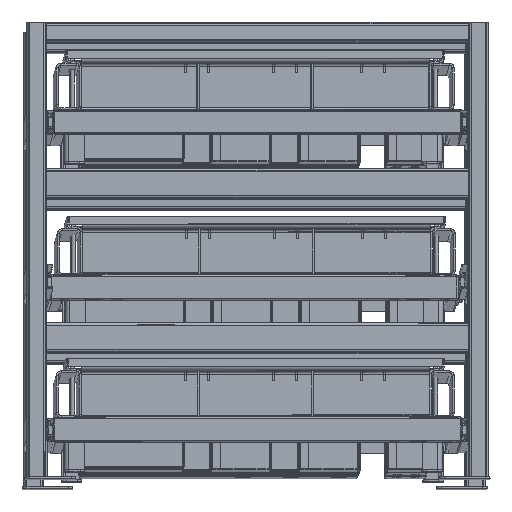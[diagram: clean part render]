
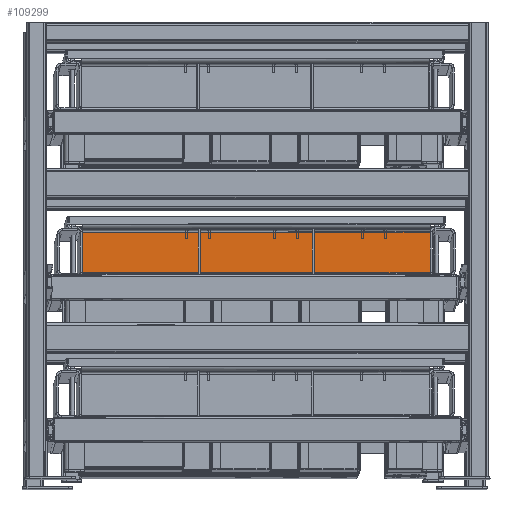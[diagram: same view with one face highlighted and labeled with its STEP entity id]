
A CAD part, top view. The second image highlights one B-rep face of the part: STEP entity #109299.
In plain terms, the highlighted free-form (B-spline) face has degree [1, 1] with [2, 2] control points.
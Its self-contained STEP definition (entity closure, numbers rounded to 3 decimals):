
#108684 = VERTEX_POINT('',#108685);
#108685 = CARTESIAN_POINT('',(1897.259,-369.829,
    -3012.067));
#108691 = EDGE_CURVE('',#108692,#108684,#108694,.T.);
#108692 = VERTEX_POINT('',#108693);
#108693 = CARTESIAN_POINT('',(1897.225,-293.198,
    -3014.5));
#108694 = B_SPLINE_CURVE_WITH_KNOTS('',1,(#108695,#108696),
  .UNSPECIFIED.,.F.,.F.,(2,2),(-67.78,13.24),
  .PIECEWISE_BEZIER_KNOTS.);
#108695 = CARTESIAN_POINT('',(1897.225,-293.198,
    -3014.5));
#108696 = CARTESIAN_POINT('',(1897.259,-369.829,
    -3012.067));
#108928 = VERTEX_POINT('',#108929);
#108929 = CARTESIAN_POINT('',(2548.252,-293.112,
    -3020.838));
#108935 = EDGE_CURVE('',#108936,#108928,#108938,.T.);
#108936 = VERTEX_POINT('',#108937);
#108937 = CARTESIAN_POINT('',(2548.285,-369.743,
    -3018.406));
#108938 = B_SPLINE_CURVE_WITH_KNOTS('',1,(#108939,#108940),
  .UNSPECIFIED.,.F.,.F.,(2,2),(-68.73,12.29),
  .PIECEWISE_BEZIER_KNOTS.);
#108939 = CARTESIAN_POINT('',(2548.285,-369.743,
    -3018.406));
#108940 = CARTESIAN_POINT('',(2548.252,-293.112,
    -3020.838));
#109285 = EDGE_CURVE('',#108684,#108936,#109286,.T.);
#109286 = B_SPLINE_CURVE_WITH_KNOTS('',1,(#109287,#109288),
  .UNSPECIFIED.,.F.,.F.,(2,2),(-530.,158.),.PIECEWISE_BEZIER_KNOTS.);
#109287 = CARTESIAN_POINT('',(1897.259,-369.829,
    -3012.067));
#109288 = CARTESIAN_POINT('',(2548.285,-369.743,
    -3018.406));
#109299 = ADVANCED_FACE('',(#109300),#109310,.F.);
#109300 = FACE_BOUND('',#109301,.T.);
#109301 = EDGE_LOOP('',(#109302,#109303,#109304,#109305));
#109302 = ORIENTED_EDGE('',*,*,#108691,.T.);
#109303 = ORIENTED_EDGE('',*,*,#109285,.T.);
#109304 = ORIENTED_EDGE('',*,*,#108935,.T.);
#109305 = ORIENTED_EDGE('',*,*,#109306,.T.);
#109306 = EDGE_CURVE('',#108928,#108692,#109307,.T.);
#109307 = B_SPLINE_CURVE_WITH_KNOTS('',1,(#109308,#109309),
  .UNSPECIFIED.,.F.,.F.,(2,2),(-344.,344.),.PIECEWISE_BEZIER_KNOTS.);
#109308 = CARTESIAN_POINT('',(2548.252,-293.112,
    -3020.838));
#109309 = CARTESIAN_POINT('',(1897.225,-293.198,
    -3014.5));
#109310 = B_SPLINE_SURFACE_WITH_KNOTS('',1,1,(
    (#109311,#109312)
    ,(#109313,#109314
    )),.UNSPECIFIED.,.F.,.F.,.F.,(2,2),(2,2),(-344.,344.),(
    -39.561,41.459),.PIECEWISE_BEZIER_KNOTS.);
#109311 = CARTESIAN_POINT('',(1897.225,-293.198,
    -3014.5));
#109312 = CARTESIAN_POINT('',(1897.259,-369.829,
    -3012.067));
#109313 = CARTESIAN_POINT('',(2548.252,-293.112,
    -3020.838));
#109314 = CARTESIAN_POINT('',(2548.285,-369.743,
    -3018.406));
